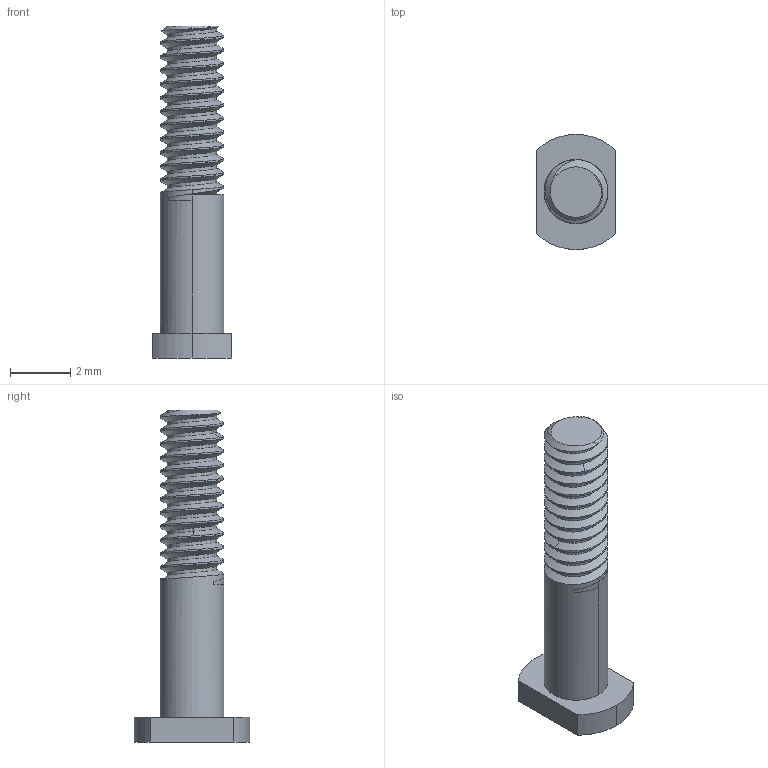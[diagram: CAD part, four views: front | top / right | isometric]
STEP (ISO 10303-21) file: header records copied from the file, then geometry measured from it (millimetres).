
FILE_DESCRIPTION(('STEP AP242'),'1');
FILE_NAME('746383-1.stp','2022-09-09T07:25:11',('TraceParts'),('TraceParts S.A.'),'Spatial InterOp 3D',' ',' ');
FILE_SCHEMA(('AP242_MANAGED_MODEL_BASED_3D_ENGINEERING_MIM_LF {1 0 10303 442 1 1 4}'));
Length unit declared in the file: millimetre
Products named in the file (1): 746383-1
Bounding box: 2.62 x 3.81 x 10.99 mm (x, y, z)
Volume: 38.6 mm3; surface area: 109.9 mm2
Topology: 1 solids, 1 shells, 55 faces, 148 edges, 96 vertices
Faces by surface type: cylinder 32, bspline 14, plane 6, cone 3
Entity records: 5014 total; most frequent: CARTESIAN_POINT 3801, ORIENTED_EDGE 296, DIRECTION 172, EDGE_CURVE 148, VERTEX_POINT 96, B_SPLINE_CURVE_WITH_KNOTS 78, AXIS2_PLACEMENT_3D 60, EDGE_LOOP 56
